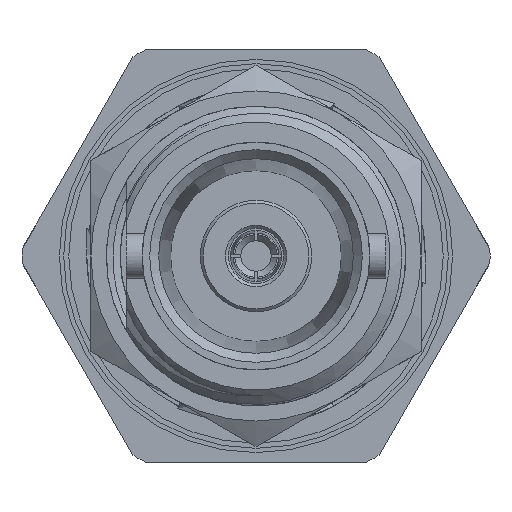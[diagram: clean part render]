
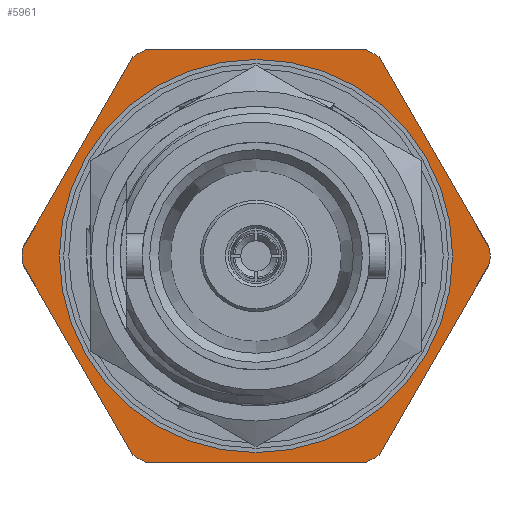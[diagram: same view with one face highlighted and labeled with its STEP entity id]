
A CAD part, left-side view. The second image highlights one B-rep face of the part: STEP entity #5961.
In plain terms, the highlighted planar face has unit normal (-1, 0, 0).
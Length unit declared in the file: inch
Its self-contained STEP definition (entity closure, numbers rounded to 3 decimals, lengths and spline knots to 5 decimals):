
#161 = FACE_OUTER_BOUND ( 'NONE', #13851, .T. ) ;
#495 = DIRECTION ( 'NONE',  ( 0., 0., -1. ) ) ;
#518 = CARTESIAN_POINT ( 'NONE',  ( 0.944, -0.20534, -0.33233 ) ) ;
#618 = PLANE ( 'NONE',  #18462 ) ;
#697 = AXIS2_PLACEMENT_3D ( 'NONE', #19634, #13214, #14829 ) ;
#786 = VERTEX_POINT ( 'NONE', #15899 ) ;
#930 = CARTESIAN_POINT ( 'NONE',  ( 0.944, 0.32818, -0.344 ) ) ;
#1483 = EDGE_CURVE ( 'NONE', #16102, #11843, #16054, .T. ) ;
#1800 = DIRECTION ( 'NONE',  ( 1., 0., 0. ) ) ;
#1957 = CARTESIAN_POINT ( 'NONE',  ( 0.944, 0.32818, 0.344 ) ) ;
#2065 = AXIS2_PLACEMENT_3D ( 'NONE', #8053, #1800, #8323 ) ;
#2338 = DIRECTION ( 'NONE',  ( -1., 0., 0. ) ) ;
#2471 = CARTESIAN_POINT ( 'NONE',  ( 0.944, 0., -0.32818 ) ) ;
#2545 = EDGE_CURVE ( 'NONE', #786, #17554, #4975, .T. ) ;
#2548 = EDGE_CURVE ( 'NONE', #11341, #11843, #12754, .T. ) ;
#3329 = CARTESIAN_POINT ( 'NONE',  ( 0.944, -0.21587, 0.31411 ) ) ;
#3331 = EDGE_CURVE ( 'NONE', #10540, #19780, #12881, .T. ) ;
#3479 = CARTESIAN_POINT ( 'NONE',  ( 0.944, 0.20534, 0.33233 ) ) ;
#3713 = LINE ( 'NONE', #930, #11211 ) ;
#3862 = DIRECTION ( 'NONE',  ( 0., 0., 1. ) ) ;
#4075 = ORIENTED_EDGE ( 'NONE', *, *, #8798, .T. ) ;
#4245 = VECTOR ( 'NONE', #9600, 39.37008 ) ;
#4815 = CARTESIAN_POINT ( 'NONE',  ( 0.944, -0.18514, 0.344 ) ) ;
#4851 = CARTESIAN_POINT ( 'NONE',  ( 0.944, 0.39048, -0.01167 ) ) ;
#4975 = CIRCLE ( 'NONE', #697, 0.39066 ) ;
#5233 = LINE ( 'NONE', #3329, #4245 ) ;
#5287 = CARTESIAN_POINT ( 'NONE',  ( 0.944, 0.18514, -0.344 ) ) ;
#5353 = EDGE_CURVE ( 'NONE', #10540, #12117, #3713, .T. ) ;
#5813 = EDGE_LOOP ( 'NONE', ( #6511 ) ) ;
#5961 = ADVANCED_FACE ( 'NONE', ( #9452, #161 ), #618, .T. ) ;
#6474 = DIRECTION ( 'NONE',  ( 0., -0.5, 0.866 ) ) ;
#6511 = ORIENTED_EDGE ( 'NONE', *, *, #11493, .T. ) ;
#6982 = CIRCLE ( 'NONE', #10732, 0.39066 ) ;
#6997 = CARTESIAN_POINT ( 'NONE',  ( 0.944, -0.39048, -0.01167 ) ) ;
#7048 = ORIENTED_EDGE ( 'NONE', *, *, #5353, .T. ) ;
#7761 = ORIENTED_EDGE ( 'NONE', *, *, #11219, .F. ) ;
#8053 = CARTESIAN_POINT ( 'NONE',  ( 0.944, 0., 0. ) ) ;
#8079 = CARTESIAN_POINT ( 'NONE',  ( 0.944, 0., 0. ) ) ;
#8142 = CARTESIAN_POINT ( 'NONE',  ( 0.944, -0.21587, -0.31411 ) ) ;
#8323 = DIRECTION ( 'NONE',  ( 0., 0., -1. ) ) ;
#8516 = VECTOR ( 'NONE', #10376, 39.37008 ) ;
#8782 = VERTEX_POINT ( 'NONE', #2471 ) ;
#8798 = EDGE_CURVE ( 'NONE', #11341, #19780, #11386, .T. ) ;
#8826 = VERTEX_POINT ( 'NONE', #11479 ) ;
#8884 = VECTOR ( 'NONE', #9588, 39.37008 ) ;
#9452 = FACE_BOUND ( 'NONE', #5813, .T. ) ;
#9588 = DIRECTION ( 'NONE',  ( 0., -0.5, -0.866 ) ) ;
#9600 = DIRECTION ( 'NONE',  ( 0., 0.5, 0.866 ) ) ;
#9696 = DIRECTION ( 'NONE',  ( 0., 0., -1. ) ) ;
#9720 = CARTESIAN_POINT ( 'NONE',  ( 0.944, 0.37996, -0.02989 ) ) ;
#10270 = ORIENTED_EDGE ( 'NONE', *, *, #1483, .T. ) ;
#10376 = DIRECTION ( 'NONE',  ( 0., 0.5, -0.866 ) ) ;
#10443 = AXIS2_PLACEMENT_3D ( 'NONE', #19813, #18166, #495 ) ;
#10455 = CARTESIAN_POINT ( 'NONE',  ( 0.944, -0.20534, 0.33233 ) ) ;
#10540 = VERTEX_POINT ( 'NONE', #5287 ) ;
#10654 = LINE ( 'NONE', #1957, #16186 ) ;
#10732 = AXIS2_PLACEMENT_3D ( 'NONE', #16598, #15122, #9696 ) ;
#10736 = VECTOR ( 'NONE', #6474, 39.37008 ) ;
#11211 = VECTOR ( 'NONE', #18543, 39.37008 ) ;
#11219 = EDGE_CURVE ( 'NONE', #18776, #12117, #15526, .T. ) ;
#11341 = VERTEX_POINT ( 'NONE', #4851 ) ;
#11367 = AXIS2_PLACEMENT_3D ( 'NONE', #8079, #12689, #20807 ) ;
#11386 = LINE ( 'NONE', #9720, #8884 ) ;
#11457 = EDGE_CURVE ( 'NONE', #18776, #17554, #15276, .T. ) ;
#11479 = CARTESIAN_POINT ( 'NONE',  ( 0.944, 0.18514, 0.344 ) ) ;
#11493 = EDGE_CURVE ( 'NONE', #8782, #8782, #16025, .T. ) ;
#11843 = VERTEX_POINT ( 'NONE', #17875 ) ;
#11868 = ORIENTED_EDGE ( 'NONE', *, *, #3331, .F. ) ;
#11988 = CARTESIAN_POINT ( 'NONE',  ( 0.944, 0.37996, 0.02989 ) ) ;
#12117 = VERTEX_POINT ( 'NONE', #14919 ) ;
#12368 = ORIENTED_EDGE ( 'NONE', *, *, #15697, .F. ) ;
#12689 = DIRECTION ( 'NONE',  ( 1., 0., 0. ) ) ;
#12754 = CIRCLE ( 'NONE', #14005, 0.39066 ) ;
#12782 = CARTESIAN_POINT ( 'NONE',  ( 0.944, 0.20534, -0.33233 ) ) ;
#12881 = CIRCLE ( 'NONE', #2065, 0.39066 ) ;
#13154 = DIRECTION ( 'NONE',  ( 0., 1., 0. ) ) ;
#13214 = DIRECTION ( 'NONE',  ( 1., 0., 0. ) ) ;
#13236 = CARTESIAN_POINT ( 'NONE',  ( 0.944, 0.32818, 0. ) ) ;
#13256 = VERTEX_POINT ( 'NONE', #10455 ) ;
#13814 = ORIENTED_EDGE ( 'NONE', *, *, #2548, .F. ) ;
#13851 = EDGE_LOOP ( 'NONE', ( #13814, #4075, #11868, #7048, #7761, #19197, #15638, #15544, #16284, #20335, #12368, #10270 ) ) ;
#14005 = AXIS2_PLACEMENT_3D ( 'NONE', #15844, #19018, #15631 ) ;
#14116 = DIRECTION ( 'NONE',  ( 1., 0., 0. ) ) ;
#14829 = DIRECTION ( 'NONE',  ( 0., 0., -1. ) ) ;
#14855 = EDGE_CURVE ( 'NONE', #19792, #8826, #10654, .T. ) ;
#14919 = CARTESIAN_POINT ( 'NONE',  ( 0.944, -0.18514, -0.344 ) ) ;
#15122 = DIRECTION ( 'NONE',  ( 1., 0., 0. ) ) ;
#15276 = LINE ( 'NONE', #8142, #10736 ) ;
#15526 = CIRCLE ( 'NONE', #20837, 0.39066 ) ;
#15544 = ORIENTED_EDGE ( 'NONE', *, *, #17023, .T. ) ;
#15631 = DIRECTION ( 'NONE',  ( 0., 0., -1. ) ) ;
#15638 = ORIENTED_EDGE ( 'NONE', *, *, #2545, .F. ) ;
#15697 = EDGE_CURVE ( 'NONE', #16102, #8826, #16782, .T. ) ;
#15844 = CARTESIAN_POINT ( 'NONE',  ( 0.944, 0., 0. ) ) ;
#15899 = CARTESIAN_POINT ( 'NONE',  ( 0.944, -0.39048, 0.01167 ) ) ;
#16025 = CIRCLE ( 'NONE', #11367, 0.32818 ) ;
#16054 = LINE ( 'NONE', #11988, #8516 ) ;
#16102 = VERTEX_POINT ( 'NONE', #3479 ) ;
#16186 = VECTOR ( 'NONE', #13154, 39.37008 ) ;
#16284 = ORIENTED_EDGE ( 'NONE', *, *, #17270, .F. ) ;
#16598 = CARTESIAN_POINT ( 'NONE',  ( 0.944, 0., 0. ) ) ;
#16782 = CIRCLE ( 'NONE', #10443, 0.39066 ) ;
#17023 = EDGE_CURVE ( 'NONE', #786, #13256, #5233, .T. ) ;
#17270 = EDGE_CURVE ( 'NONE', #19792, #13256, #6982, .T. ) ;
#17554 = VERTEX_POINT ( 'NONE', #6997 ) ;
#17875 = CARTESIAN_POINT ( 'NONE',  ( 0.944, 0.39048, 0.01167 ) ) ;
#18166 = DIRECTION ( 'NONE',  ( 1., 0., 0. ) ) ;
#18462 = AXIS2_PLACEMENT_3D ( 'NONE', #13236, #2338, #3862 ) ;
#18543 = DIRECTION ( 'NONE',  ( 0., -1., 0. ) ) ;
#18776 = VERTEX_POINT ( 'NONE', #518 ) ;
#18834 = CARTESIAN_POINT ( 'NONE',  ( 0.944, 0., 0. ) ) ;
#19018 = DIRECTION ( 'NONE',  ( 1., 0., 0. ) ) ;
#19197 = ORIENTED_EDGE ( 'NONE', *, *, #11457, .T. ) ;
#19634 = CARTESIAN_POINT ( 'NONE',  ( 0.944, 0., 0. ) ) ;
#19780 = VERTEX_POINT ( 'NONE', #12782 ) ;
#19792 = VERTEX_POINT ( 'NONE', #4815 ) ;
#19813 = CARTESIAN_POINT ( 'NONE',  ( 0.944, 0., 0. ) ) ;
#20335 = ORIENTED_EDGE ( 'NONE', *, *, #14855, .T. ) ;
#20466 = DIRECTION ( 'NONE',  ( 0., 0., -1. ) ) ;
#20807 = DIRECTION ( 'NONE',  ( 0., 0., -1. ) ) ;
#20837 = AXIS2_PLACEMENT_3D ( 'NONE', #18834, #14116, #20466 ) ;
